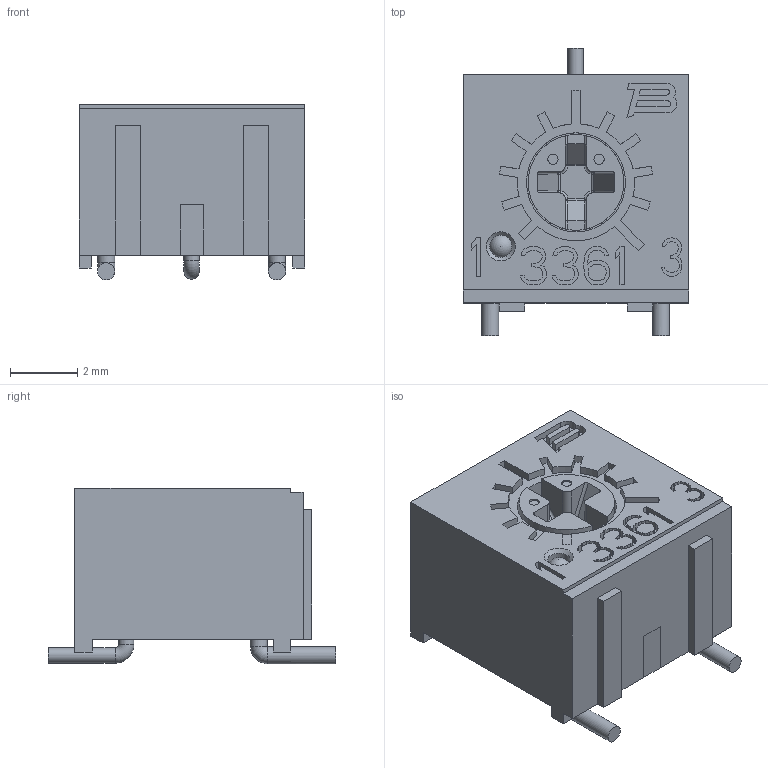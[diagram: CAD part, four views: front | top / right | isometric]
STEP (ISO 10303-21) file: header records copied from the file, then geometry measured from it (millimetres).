
FILE_DESCRIPTION(/* description */ (''),/* implementation_level */ '2;1');
FILE_NAME(/* name */ 'Bourns - TrimPot 3361P.step',/* time_stamp */ '2022-10-08T15:36:29+01:00',/* author */ (''),/* organization */ (''),/* preprocessor_version */ 'ST-DEVELOPER v19',/* originating_system */ 'Autodesk Translation Framework v11.7.0.108',/* authorisation */ '');
FILE_SCHEMA (('AUTOMOTIVE_DESIGN { 1 0 10303 214 3 1 1 }'));
Length unit declared in the file: millimetre
Products named in the file (1): Bourns - TrimPot 3361P
Bounding box: 6.71 x 8.53 x 5.23 mm (x, y, z)
Volume: 200.3 mm3; surface area: 294 mm2
Topology: 1 solids, 8 shells, 471 faces, 1297 edges, 859 vertices
Faces by surface type: plane 388, cylinder 61, bspline 8, torus 7, sphere 6, cone 1
Full cylindrical faces by diameter (mm): 0.305 x2, 0.406 x1, 0.457 x2, 0.508 x4, 0.66 x2, 2.845 x1, 2.946 x1
Entity records: 15275 total; most frequent: CARTESIAN_POINT 3144, ORIENTED_EDGE 2590, DIRECTION 2355, EDGE_CURVE 1295, LINE 1115, VECTOR 1115, VERTEX_POINT 859, AXIS2_PLACEMENT_3D 620
